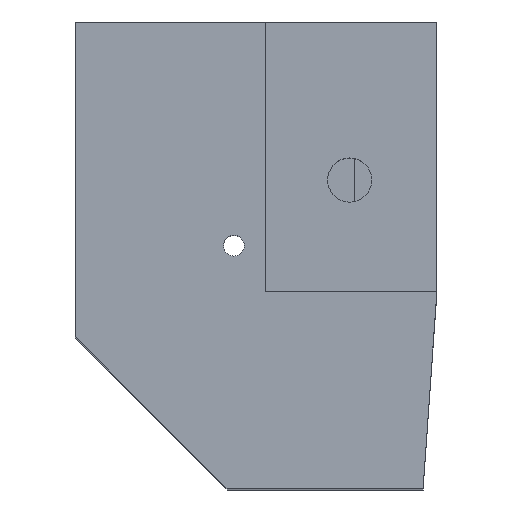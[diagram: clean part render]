
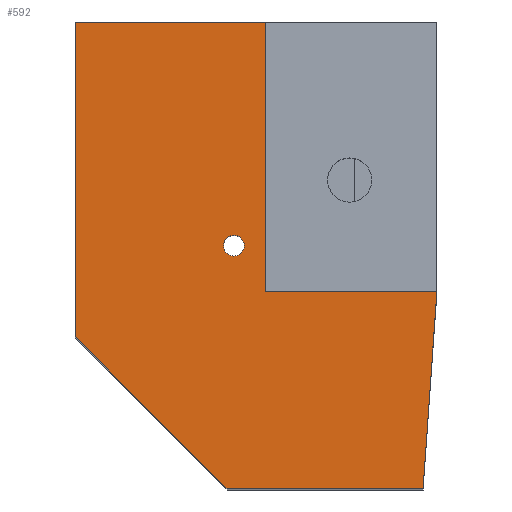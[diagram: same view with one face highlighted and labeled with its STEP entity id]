
A CAD part, top view. The second image highlights one B-rep face of the part: STEP entity #592.
In plain terms, the highlighted planar face has unit normal (0, 0, 1).
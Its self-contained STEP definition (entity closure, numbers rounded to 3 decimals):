
#213 = VERTEX_POINT('',#214);
#214 = CARTESIAN_POINT('',(0.,33.8,47.945));
#238 = VERTEX_POINT('',#239);
#239 = CARTESIAN_POINT('',(0.,11.,47.945));
#245 = EDGE_CURVE('',#238,#213,#246,.T.);
#246 = LINE('',#247,#248);
#247 = CARTESIAN_POINT('',(0.,11.,47.945));
#248 = VECTOR('',#249,1.);
#249 = DIRECTION('',(0.,1.,0.));
#294 = EDGE_CURVE('',#213,#295,#297,.T.);
#295 = VERTEX_POINT('',#296);
#296 = CARTESIAN_POINT('',(13.79,33.8,47.945));
#297 = LINE('',#298,#299);
#298 = CARTESIAN_POINT('',(0.,33.8,47.945));
#299 = VECTOR('',#300,1.);
#300 = DIRECTION('',(1.,0.,0.));
#592 = ADVANCED_FACE('',(#593,#635),#646,.T.);
#593 = FACE_BOUND('',#594,.T.);
#594 = EDGE_LOOP('',(#595,#596,#604,#612,#620,#628,#634));
#595 = ORIENTED_EDGE('',*,*,#245,.F.);
#596 = ORIENTED_EDGE('',*,*,#597,.T.);
#597 = EDGE_CURVE('',#238,#598,#600,.T.);
#598 = VERTEX_POINT('',#599);
#599 = CARTESIAN_POINT('',(11.,0.,47.945));
#600 = LINE('',#601,#602);
#601 = CARTESIAN_POINT('',(0.,11.,47.945));
#602 = VECTOR('',#603,1.);
#603 = DIRECTION('',(0.707,-0.707,0.));
#604 = ORIENTED_EDGE('',*,*,#605,.T.);
#605 = EDGE_CURVE('',#598,#606,#608,.T.);
#606 = VERTEX_POINT('',#607);
#607 = CARTESIAN_POINT('',(25.2,0.,47.945));
#608 = LINE('',#609,#610);
#609 = CARTESIAN_POINT('',(25.99,0.,47.945));
#610 = VECTOR('',#611,1.);
#611 = DIRECTION('',(1.,0.,0.));
#612 = ORIENTED_EDGE('',*,*,#613,.F.);
#613 = EDGE_CURVE('',#614,#606,#616,.T.);
#614 = VERTEX_POINT('',#615);
#615 = CARTESIAN_POINT('',(26.2,14.265,47.945));
#616 = LINE('',#617,#618);
#617 = CARTESIAN_POINT('',(26.2,14.265,47.945));
#618 = VECTOR('',#619,1.);
#619 = DIRECTION('',(-0.07,-0.998,0.));
#620 = ORIENTED_EDGE('',*,*,#621,.F.);
#621 = EDGE_CURVE('',#622,#614,#624,.T.);
#622 = VERTEX_POINT('',#623);
#623 = CARTESIAN_POINT('',(13.79,14.265,47.945));
#624 = LINE('',#625,#626);
#625 = CARTESIAN_POINT('',(25.99,14.265,47.945));
#626 = VECTOR('',#627,1.);
#627 = DIRECTION('',(1.,0.,0.));
#628 = ORIENTED_EDGE('',*,*,#629,.F.);
#629 = EDGE_CURVE('',#295,#622,#630,.T.);
#630 = LINE('',#631,#632);
#631 = CARTESIAN_POINT('',(13.79,25.942,47.945));
#632 = VECTOR('',#633,1.);
#633 = DIRECTION('',(0.,-1.,0.));
#634 = ORIENTED_EDGE('',*,*,#294,.F.);
#635 = FACE_BOUND('',#636,.T.);
#636 = EDGE_LOOP('',(#637));
#637 = ORIENTED_EDGE('',*,*,#638,.T.);
#638 = EDGE_CURVE('',#639,#639,#641,.T.);
#639 = VERTEX_POINT('',#640);
#640 = CARTESIAN_POINT('',(12.25,17.6,47.945));
#641 = CIRCLE('',#642,0.75);
#642 = AXIS2_PLACEMENT_3D('',#643,#644,#645);
#643 = CARTESIAN_POINT('',(11.5,17.6,47.945));
#644 = DIRECTION('',(0.,0.,-1.));
#645 = DIRECTION('',(1.,0.,0.));
#646 = PLANE('',#647);
#647 = AXIS2_PLACEMENT_3D('',#648,#649,#650);
#648 = CARTESIAN_POINT('',(11.967,15.983,47.945));
#649 = DIRECTION('',(0.,0.,1.));
#650 = DIRECTION('',(1.,0.,0.));
